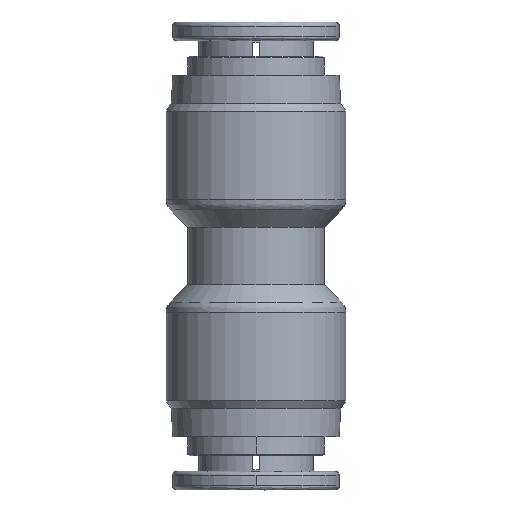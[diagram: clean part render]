
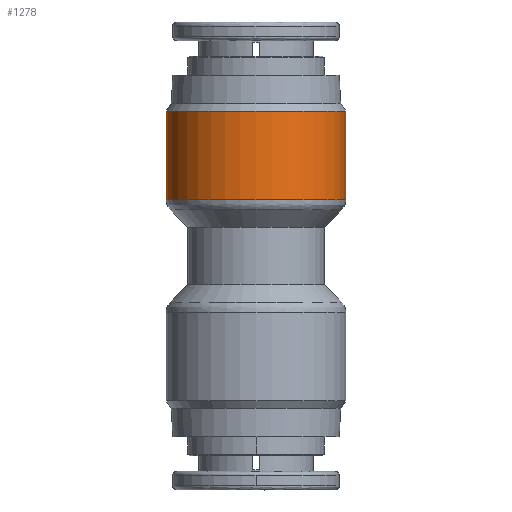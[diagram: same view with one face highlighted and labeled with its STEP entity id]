
A CAD part, front view. The second image highlights one B-rep face of the part: STEP entity #1278.
In plain terms, the highlighted cylindrical face has radius 6.25 mm (diameter 12.5 mm), a partial arc.
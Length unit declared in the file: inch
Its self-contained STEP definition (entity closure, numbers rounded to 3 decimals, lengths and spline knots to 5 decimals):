
#138 = CARTESIAN_POINT ( 'NONE',  ( 0.93504, 0., 0.1541 ) ) ;
#258 = DIRECTION ( 'NONE',  ( -1., 0., 0. ) ) ;
#514 = ORIENTED_EDGE ( 'NONE', *, *, #3921, .T. ) ;
#536 = CARTESIAN_POINT ( 'NONE',  ( 1.1811, 0., 0.39764 ) ) ;
#648 = VERTEX_POINT ( 'NONE', #3047 ) ;
#659 = ORIENTED_EDGE ( 'NONE', *, *, #4596, .T. ) ;
#686 = VECTOR ( 'NONE', #3805, 39.37008 ) ;
#719 = CARTESIAN_POINT ( 'NONE',  ( 1.42717, 0., 0.39764 ) ) ;
#738 = ORIENTED_EDGE ( 'NONE', *, *, #2400, .T. ) ;
#1008 = DIRECTION ( 'NONE',  ( -1., 0., 0. ) ) ;
#1133 = VECTOR ( 'NONE', #4510, 39.37008 ) ;
#1278 = ADVANCED_FACE ( 'NONE', ( #1967 ), #2709, .T. ) ;
#1314 = CIRCLE ( 'NONE', #4468, 0.24606 ) ;
#1684 = CARTESIAN_POINT ( 'NONE',  ( 0.93504, 0., 0. ) ) ;
#1761 = DIRECTION ( 'NONE',  ( 0., 0., -1. ) ) ;
#1910 = CARTESIAN_POINT ( 'NONE',  ( 1.1811, 0., 0. ) ) ;
#1961 = CIRCLE ( 'NONE', #4603, 0.24606 ) ;
#1967 = FACE_OUTER_BOUND ( 'NONE', #4944, .T. ) ;
#1996 = CARTESIAN_POINT ( 'NONE',  ( 1.1811, 0., 0.1541 ) ) ;
#2400 = EDGE_CURVE ( 'NONE', #3326, #648, #1961, .T. ) ;
#2709 = CYLINDRICAL_SURFACE ( 'NONE', #3445, 0.24606 ) ;
#2717 = VERTEX_POINT ( 'NONE', #719 ) ;
#3047 = CARTESIAN_POINT ( 'NONE',  ( 1.42717, 0., 0.1541 ) ) ;
#3135 = DIRECTION ( 'NONE',  ( -1., 0., 0. ) ) ;
#3326 = VERTEX_POINT ( 'NONE', #138 ) ;
#3445 = AXIS2_PLACEMENT_3D ( 'NONE', #1910, #4758, #258 ) ;
#3502 = ORIENTED_EDGE ( 'NONE', *, *, #5147, .F. ) ;
#3805 = DIRECTION ( 'NONE',  ( 0., 0., -1. ) ) ;
#3921 = EDGE_CURVE ( 'NONE', #2717, #4055, #1314, .T. ) ;
#3944 = DIRECTION ( 'NONE',  ( 0., 0., 1. ) ) ;
#4055 = VERTEX_POINT ( 'NONE', #4184 ) ;
#4184 = CARTESIAN_POINT ( 'NONE',  ( 0.93504, 0., 0.39764 ) ) ;
#4454 = LINE ( 'NONE', #1684, #1133 ) ;
#4468 = AXIS2_PLACEMENT_3D ( 'NONE', #536, #1761, #1008 ) ;
#4510 = DIRECTION ( 'NONE',  ( 0., 0., -1. ) ) ;
#4595 = CARTESIAN_POINT ( 'NONE',  ( 1.42717, 0., 0. ) ) ;
#4596 = EDGE_CURVE ( 'NONE', #4055, #3326, #4454, .T. ) ;
#4603 = AXIS2_PLACEMENT_3D ( 'NONE', #1996, #3944, #3135 ) ;
#4758 = DIRECTION ( 'NONE',  ( 0., 0., -1. ) ) ;
#4944 = EDGE_LOOP ( 'NONE', ( #3502, #514, #659, #738 ) ) ;
#4973 = LINE ( 'NONE', #4595, #686 ) ;
#5147 = EDGE_CURVE ( 'NONE', #2717, #648, #4973, .T. ) ;
